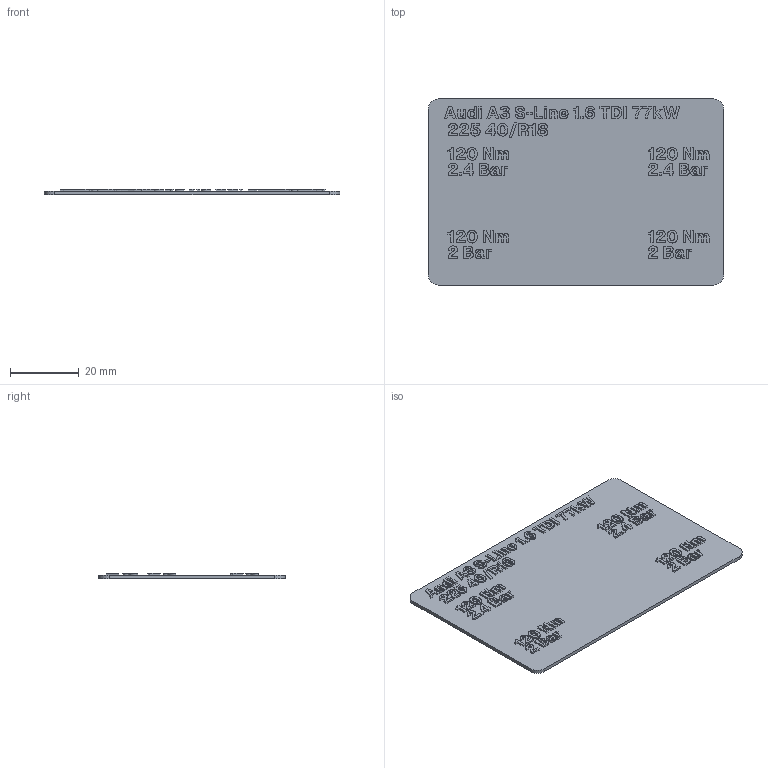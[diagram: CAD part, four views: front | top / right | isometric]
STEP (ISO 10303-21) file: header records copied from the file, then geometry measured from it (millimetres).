
FILE_DESCRIPTION(('FreeCAD Model'),'2;1');
FILE_NAME('Open CASCADE Shape Model','2024-03-12T14:28:13',(''),(''), 'Open CASCADE STEP processor 7.7','FreeCAD','Unknown');
FILE_SCHEMA(('AUTOMOTIVE_DESIGN { 1 0 10303 214 1 1 1 1 }'));
Length unit declared in the file: millimetre
Products named in the file (12): Tag; Extrude009; Extrude008; Extrude004; Tělo; Extrude003; Extrude007; Extrude001; Extrude; Extrude002; Extrude005; Extrude006
Assembly tree (11 placements, depth 2):
  Tag
    Extrude009
    Extrude008
    Extrude004
    Tělo
    Extrude003
    Extrude007
    Extrude001
    Extrude
    Extrude002
    Extrude005
    Extrude006
Bounding box: 85.65 x 54 x 1.5 mm (x, y, z)
Volume: 4790.5 mm3; surface area: 10742.1 mm2
Topology: 74 solids, 74 shells, 977 faces, 2487 edges, 1658 vertices
Faces by surface type: plane 628, extrusion 345, cylinder 4
Entity records: 64470 total; most frequent: CARTESIAN_POINT 15319, DIRECTION 7716, VECTOR 6410, LINE 6065, ORIENTED_EDGE 4974, PCURVE 4974, DEFINITIONAL_REPRESENTATION 4974, EDGE_CURVE 2487
